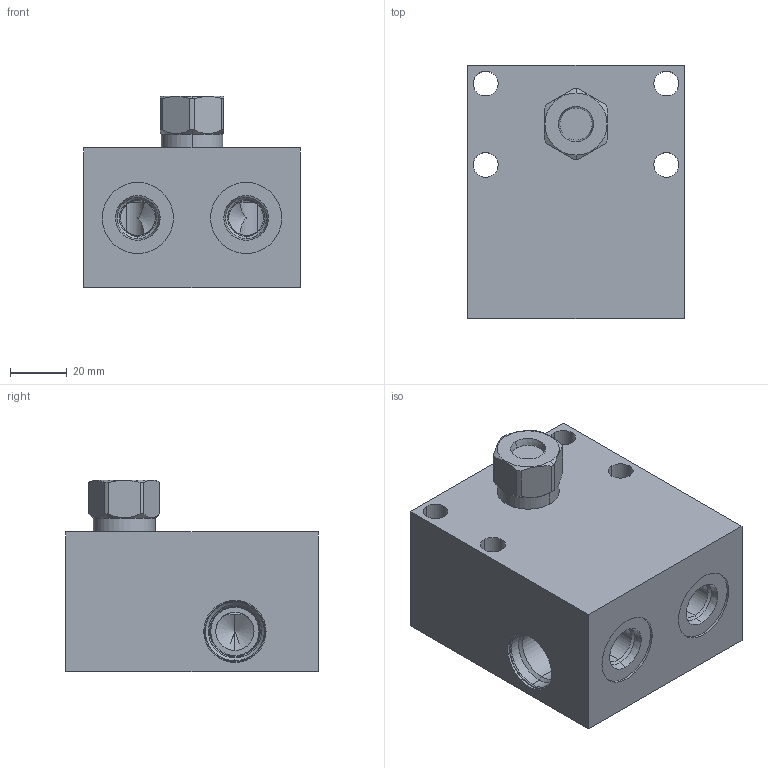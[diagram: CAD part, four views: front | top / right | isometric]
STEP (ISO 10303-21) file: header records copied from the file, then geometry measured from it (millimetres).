
FILE_DESCRIPTION((''),'2;1');
FILE_NAME('YWS_ASM','2021-02-05T',('ProEService'),(''),'PRO/ENGINEER BY PARAMETRIC TECHNOLOGY CORPORATION, 2014200','PRO/ENGINEER BY PARAMETRIC TECHNOLOGY CORPORATION, 2014200','');
FILE_SCHEMA(('CONFIG_CONTROL_DESIGN'));
Length unit declared in the file: inch
Products named in the file (3): 150-517-003; CSAAEXN; YWS_ASM
Assembly tree (2 placements, depth 2):
  YWS_ASM
    150-517-003
    CSAAEXN
Bounding box: 76.2 x 88.9 x 67.49 mm (x, y, z)
Volume: 275114.1 mm3; surface area: 56086.8 mm2
Topology: 3 solids, 5 shells, 296 faces, 865 edges, 658 vertices
Faces by surface type: cylinder 130, cone 84, plane 46, torus 30, revolution 6
Entity records: 11466 total; most frequent: CARTESIAN_POINT 3568, DIRECTION 1739, ORIENTED_EDGE 1398, EDGE_CURVE 699, AXIS2_PLACEMENT_3D 669, VERTEX_POINT 424, VECTOR 395, LINE 395
